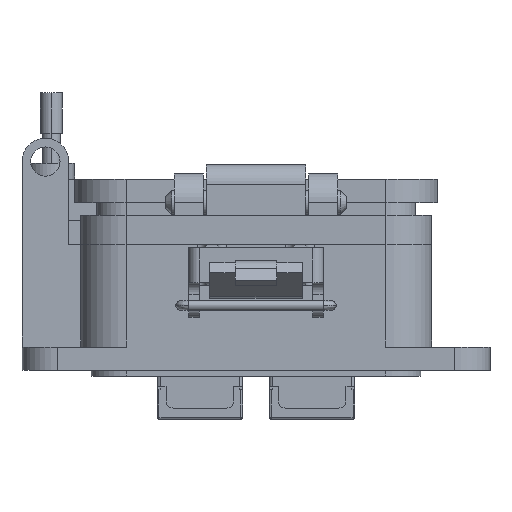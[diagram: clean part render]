
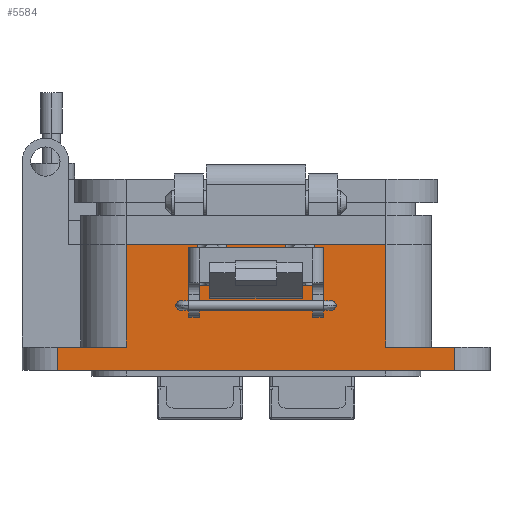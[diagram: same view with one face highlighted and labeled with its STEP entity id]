
A CAD part, front view. The second image highlights one B-rep face of the part: STEP entity #5584.
In plain terms, the highlighted planar face has unit normal (0, -1, 0).
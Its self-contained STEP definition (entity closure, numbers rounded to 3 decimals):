
#521 = ORIENTED_EDGE ( 'NONE', *, *, #19718, .T. ) ;
#655 = CARTESIAN_POINT ( 'NONE',  ( -10.071, -15.056, -21.654 ) ) ;
#968 = EDGE_CURVE ( 'NONE', #14501, #32094, #31530, .T. ) ;
#1861 = LINE ( 'NONE', #24851, #40123 ) ;
#2007 = CARTESIAN_POINT ( 'NONE',  ( 5.036, -15.056, -21.654 ) ) ;
#2116 = DIRECTION ( 'NONE',  ( -1., 0., 0. ) ) ;
#3532 = CARTESIAN_POINT ( 'NONE',  ( 10.071, -15.056, -21.654 ) ) ;
#4162 = DIRECTION ( 'NONE',  ( -1., 0., 0. ) ) ;
#4879 = CARTESIAN_POINT ( 'NONE',  ( -22.358, -15.056, -21.654 ) ) ;
#5584 = ADVANCED_FACE ( 'NONE', ( #33729 ), #14275, .T. ) ;
#6494 = LINE ( 'NONE', #41524, #30015 ) ;
#6596 = LINE ( 'NONE', #10910, #26692 ) ;
#7274 = CARTESIAN_POINT ( 'NONE',  ( 10.071, -15.056, -28.704 ) ) ;
#7285 = CARTESIAN_POINT ( 'NONE',  ( -34.243, -15.056, -39.279 ) ) ;
#7796 = DIRECTION ( 'NONE',  ( 0., 0., -1. ) ) ;
#7828 = EDGE_CURVE ( 'NONE', #21868, #35012, #30260, .T. ) ;
#7917 = LINE ( 'NONE', #25883, #14821 ) ;
#8121 = CARTESIAN_POINT ( 'NONE',  ( 34.243, -15.056, -39.279 ) ) ;
#8175 = ORIENTED_EDGE ( 'NONE', *, *, #16586, .T. ) ;
#8211 = CARTESIAN_POINT ( 'NONE',  ( -34.243, -15.056, -21.654 ) ) ;
#8263 = CARTESIAN_POINT ( 'NONE',  ( 34.243, -15.056, -43.307 ) ) ;
#8901 = EDGE_CURVE ( 'NONE', #41221, #13887, #6494, .T. ) ;
#8918 = ORIENTED_EDGE ( 'NONE', *, *, #40401, .T. ) ;
#8928 = ORIENTED_EDGE ( 'NONE', *, *, #31136, .T. ) ;
#9240 = EDGE_CURVE ( 'NONE', #43634, #14501, #25591, .T. ) ;
#10262 = ORIENTED_EDGE ( 'NONE', *, *, #31371, .T. ) ;
#10646 = EDGE_CURVE ( 'NONE', #29182, #20413, #15265, .T. ) ;
#10807 = VECTOR ( 'NONE', #7796, 1000. ) ;
#10910 = CARTESIAN_POINT ( 'NONE',  ( -10.071, -15.056, -21.654 ) ) ;
#10940 = DIRECTION ( 'NONE',  ( 1., 0., 0. ) ) ;
#11203 = EDGE_CURVE ( 'NONE', #35012, #16590, #21935, .T. ) ;
#11786 = VECTOR ( 'NONE', #33054, 1000. ) ;
#11841 = CARTESIAN_POINT ( 'NONE',  ( -22.358, -15.056, -39.279 ) ) ;
#12022 = DIRECTION ( 'NONE',  ( 0., 0., -1. ) ) ;
#12323 = CARTESIAN_POINT ( 'NONE',  ( 10.071, -15.056, -21.654 ) ) ;
#12613 = CARTESIAN_POINT ( 'NONE',  ( 0., -15.056, -43.307 ) ) ;
#13127 = LINE ( 'NONE', #12613, #24527 ) ;
#13164 = CARTESIAN_POINT ( 'NONE',  ( -10.071, -15.056, -28.704 ) ) ;
#13429 = ORIENTED_EDGE ( 'NONE', *, *, #23782, .F. ) ;
#13887 = VERTEX_POINT ( 'NONE', #21067 ) ;
#14275 = PLANE ( 'NONE',  #15951 ) ;
#14501 = VERTEX_POINT ( 'NONE', #34062 ) ;
#14821 = VECTOR ( 'NONE', #18227, 1000. ) ;
#14858 = VERTEX_POINT ( 'NONE', #29675 ) ;
#15265 = LINE ( 'NONE', #20113, #28443 ) ;
#15335 = VECTOR ( 'NONE', #46027, 1000. ) ;
#15927 = LINE ( 'NONE', #8263, #11786 ) ;
#15946 = EDGE_CURVE ( 'NONE', #27073, #21868, #7917, .T. ) ;
#15951 = AXIS2_PLACEMENT_3D ( 'NONE', #3532, #29894, #10940 ) ;
#16127 = LINE ( 'NONE', #20461, #34979 ) ;
#16137 = VECTOR ( 'NONE', #21769, 1000. ) ;
#16586 = EDGE_CURVE ( 'NONE', #32094, #29182, #22619, .T. ) ;
#16590 = VERTEX_POINT ( 'NONE', #7285 ) ;
#16668 = ORIENTED_EDGE ( 'NONE', *, *, #7828, .T. ) ;
#18000 = DIRECTION ( 'NONE',  ( -1., 0., 0. ) ) ;
#18227 = DIRECTION ( 'NONE',  ( -1., 0., 0. ) ) ;
#19718 = EDGE_CURVE ( 'NONE', #20413, #41221, #45775, .T. ) ;
#20113 = CARTESIAN_POINT ( 'NONE',  ( 10.071, -15.056, -28.704 ) ) ;
#20278 = DIRECTION ( 'NONE',  ( 0., 0., -1. ) ) ;
#20413 = VERTEX_POINT ( 'NONE', #47927 ) ;
#20461 = CARTESIAN_POINT ( 'NONE',  ( 10.071, -15.056, -39.279 ) ) ;
#21067 = CARTESIAN_POINT ( 'NONE',  ( -5.036, -15.056, -21.654 ) ) ;
#21769 = DIRECTION ( 'NONE',  ( 0., 0., 1. ) ) ;
#21868 = VERTEX_POINT ( 'NONE', #4879 ) ;
#21935 = LINE ( 'NONE', #26510, #22771 ) ;
#22070 = DIRECTION ( 'NONE',  ( 0., 0., -1. ) ) ;
#22288 = ORIENTED_EDGE ( 'NONE', *, *, #48222, .T. ) ;
#22426 = DIRECTION ( 'NONE',  ( 0., 0., 1. ) ) ;
#22619 = LINE ( 'NONE', #38224, #10807 ) ;
#22771 = VECTOR ( 'NONE', #42119, 1000. ) ;
#23369 = CARTESIAN_POINT ( 'NONE',  ( -5.036, -15.056, -28.704 ) ) ;
#23544 = VECTOR ( 'NONE', #12022, 1000. ) ;
#23782 = EDGE_CURVE ( 'NONE', #47698, #35713, #15927, .T. ) ;
#24192 = ORIENTED_EDGE ( 'NONE', *, *, #44640, .T. ) ;
#24527 = VECTOR ( 'NONE', #35402, 1000. ) ;
#24851 = CARTESIAN_POINT ( 'NONE',  ( 10.071, -15.056, -28.704 ) ) ;
#25591 = LINE ( 'NONE', #41214, #16137 ) ;
#25883 = CARTESIAN_POINT ( 'NONE',  ( 10.071, -15.056, -21.654 ) ) ;
#26424 = VECTOR ( 'NONE', #4162, 1000. ) ;
#26510 = CARTESIAN_POINT ( 'NONE',  ( 10.071, -15.056, -39.279 ) ) ;
#26692 = VECTOR ( 'NONE', #22426, 1000. ) ;
#27073 = VERTEX_POINT ( 'NONE', #655 ) ;
#27695 = LINE ( 'NONE', #36122, #47480 ) ;
#28443 = VECTOR ( 'NONE', #43389, 1000. ) ;
#29182 = VERTEX_POINT ( 'NONE', #7274 ) ;
#29675 = CARTESIAN_POINT ( 'NONE',  ( -34.243, -15.056, -43.307 ) ) ;
#29894 = DIRECTION ( 'NONE',  ( 0., -1., 0. ) ) ;
#30015 = VECTOR ( 'NONE', #18000, 1000. ) ;
#30260 = LINE ( 'NONE', #44870, #41374 ) ;
#30658 = CARTESIAN_POINT ( 'NONE',  ( 5.036, -15.056, -21.654 ) ) ;
#30763 = ORIENTED_EDGE ( 'NONE', *, *, #9240, .T. ) ;
#31136 = EDGE_CURVE ( 'NONE', #13887, #37863, #27695, .T. ) ;
#31371 = EDGE_CURVE ( 'NONE', #37863, #45184, #1861, .T. ) ;
#31507 = ORIENTED_EDGE ( 'NONE', *, *, #10646, .T. ) ;
#31530 = LINE ( 'NONE', #12323, #26424 ) ;
#32094 = VERTEX_POINT ( 'NONE', #37804 ) ;
#33054 = DIRECTION ( 'NONE',  ( 0., 0., -1. ) ) ;
#33729 = FACE_OUTER_BOUND ( 'NONE', #45248, .T. ) ;
#33926 = CARTESIAN_POINT ( 'NONE',  ( 22.358, -15.056, -39.279 ) ) ;
#34062 = CARTESIAN_POINT ( 'NONE',  ( 22.358, -15.056, -21.654 ) ) ;
#34979 = VECTOR ( 'NONE', #47352, 1000. ) ;
#35012 = VERTEX_POINT ( 'NONE', #11841 ) ;
#35402 = DIRECTION ( 'NONE',  ( 1., 0., 0. ) ) ;
#35713 = VERTEX_POINT ( 'NONE', #45799 ) ;
#36122 = CARTESIAN_POINT ( 'NONE',  ( -5.036, -15.056, -21.654 ) ) ;
#37804 = CARTESIAN_POINT ( 'NONE',  ( 10.071, -15.056, -21.654 ) ) ;
#37863 = VERTEX_POINT ( 'NONE', #23369 ) ;
#38224 = CARTESIAN_POINT ( 'NONE',  ( 10.071, -15.056, -21.654 ) ) ;
#39407 = LINE ( 'NONE', #8211, #23544 ) ;
#40123 = VECTOR ( 'NONE', #2116, 1000. ) ;
#40401 = EDGE_CURVE ( 'NONE', #45184, #27073, #6596, .T. ) ;
#41214 = CARTESIAN_POINT ( 'NONE',  ( 22.358, -15.056, -21.654 ) ) ;
#41221 = VERTEX_POINT ( 'NONE', #2007 ) ;
#41374 = VECTOR ( 'NONE', #22070, 1000. ) ;
#41524 = CARTESIAN_POINT ( 'NONE',  ( 10.071, -15.056, -21.654 ) ) ;
#41873 = ORIENTED_EDGE ( 'NONE', *, *, #11203, .T. ) ;
#42119 = DIRECTION ( 'NONE',  ( -1., 0., 0. ) ) ;
#43389 = DIRECTION ( 'NONE',  ( -1., 0., 0. ) ) ;
#43552 = ORIENTED_EDGE ( 'NONE', *, *, #44615, .T. ) ;
#43634 = VERTEX_POINT ( 'NONE', #33926 ) ;
#44615 = EDGE_CURVE ( 'NONE', #16590, #14858, #39407, .T. ) ;
#44640 = EDGE_CURVE ( 'NONE', #47698, #43634, #16127, .T. ) ;
#44870 = CARTESIAN_POINT ( 'NONE',  ( -22.358, -15.056, -21.654 ) ) ;
#45184 = VERTEX_POINT ( 'NONE', #13164 ) ;
#45248 = EDGE_LOOP ( 'NONE', ( #45489, #8175, #31507, #521, #48275, #8928, #10262, #8918, #49054, #16668, #41873, #43552, #22288, #13429, #24192, #30763 ) ) ;
#45489 = ORIENTED_EDGE ( 'NONE', *, *, #968, .T. ) ;
#45775 = LINE ( 'NONE', #30658, #15335 ) ;
#45799 = CARTESIAN_POINT ( 'NONE',  ( 34.243, -15.056, -43.307 ) ) ;
#46027 = DIRECTION ( 'NONE',  ( 0., 0., 1. ) ) ;
#47352 = DIRECTION ( 'NONE',  ( -1., 0., 0. ) ) ;
#47480 = VECTOR ( 'NONE', #20278, 1000. ) ;
#47698 = VERTEX_POINT ( 'NONE', #8121 ) ;
#47927 = CARTESIAN_POINT ( 'NONE',  ( 5.036, -15.056, -28.704 ) ) ;
#48222 = EDGE_CURVE ( 'NONE', #14858, #35713, #13127, .T. ) ;
#48275 = ORIENTED_EDGE ( 'NONE', *, *, #8901, .T. ) ;
#49054 = ORIENTED_EDGE ( 'NONE', *, *, #15946, .T. ) ;
